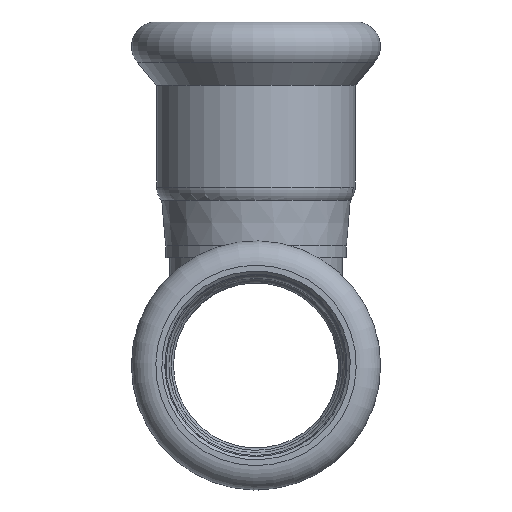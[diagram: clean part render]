
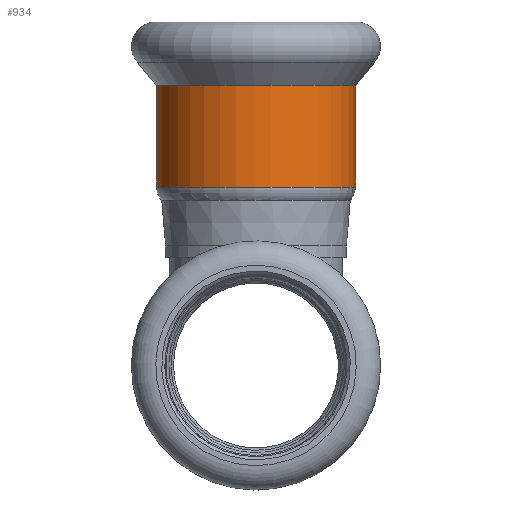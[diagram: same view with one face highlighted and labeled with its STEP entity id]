
A CAD part, left-side view. The second image highlights one B-rep face of the part: STEP entity #934.
In plain terms, the highlighted cylindrical face has radius 12.65 mm (diameter 25.3 mm), a full revolution.
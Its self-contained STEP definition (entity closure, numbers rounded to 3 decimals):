
#59=CYLINDRICAL_SURFACE('',#1089,12.65);
#85=LINE('',#4037,#114);
#114=VECTOR('',#1385,12.65);
#190=FACE_OUTER_BOUND('',#257,.T.);
#257=EDGE_LOOP('',(#774,#775,#776,#777));
#346=CIRCLE('',#1090,12.65);
#347=CIRCLE('',#1091,12.65);
#427=VERTEX_POINT('',#4034);
#428=VERTEX_POINT('',#4036);
#545=EDGE_CURVE('',#427,#427,#346,.T.);
#546=EDGE_CURVE('',#427,#428,#85,.T.);
#547=EDGE_CURVE('',#428,#428,#347,.T.);
#774=ORIENTED_EDGE('',*,*,#545,.F.);
#775=ORIENTED_EDGE('',*,*,#546,.T.);
#776=ORIENTED_EDGE('',*,*,#547,.T.);
#777=ORIENTED_EDGE('',*,*,#546,.F.);
#934=ADVANCED_FACE('',(#190),#59,.T.);
#1089=AXIS2_PLACEMENT_3D('',#4033,#1381,#1382);
#1090=AXIS2_PLACEMENT_3D('',#4035,#1383,#1384);
#1091=AXIS2_PLACEMENT_3D('',#4038,#1386,#1387);
#1381=DIRECTION('center_axis',(0.,0.,
1.));
#1382=DIRECTION('ref_axis',(0.878,0.479,0.));
#1383=DIRECTION('center_axis',(0.,0.,
1.));
#1384=DIRECTION('ref_axis',(0.,1.,0.));
#1385=DIRECTION('',(0.,0.,-1.));
#1386=DIRECTION('center_axis',(0.,0.,
1.));
#1387=DIRECTION('ref_axis',(0.,1.,0.));
#4033=CARTESIAN_POINT('Origin',(0.,0.,
20.925));
#4034=CARTESIAN_POINT('',(-11.101,-6.065,35.658));
#4035=CARTESIAN_POINT('Origin',(0.,0.,
35.658));
#4036=CARTESIAN_POINT('',(-11.101,-6.065,22.7));
#4037=CARTESIAN_POINT('',(-11.101,-6.065,20.925));
#4038=CARTESIAN_POINT('Origin',(0.,0.,
22.7));
